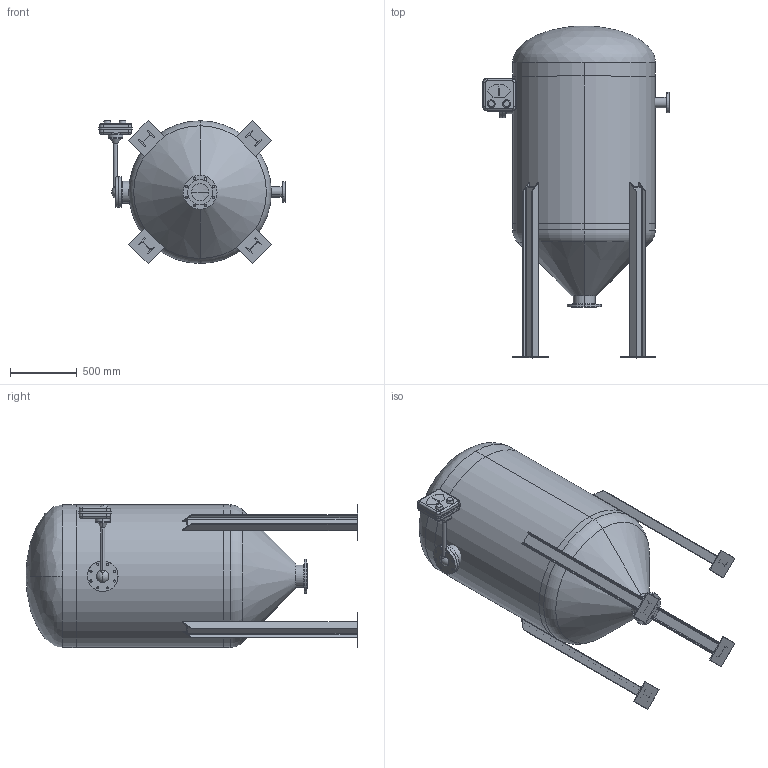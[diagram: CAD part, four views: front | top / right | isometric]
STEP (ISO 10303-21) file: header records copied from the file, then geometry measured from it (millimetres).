
FILE_DESCRIPTION (( 'STEP AP203' ), '1' );
FILE_NAME ('Default.STEP', '2025-05-13T16:42:51', '' );
FILE_SCHEMA (( 'CONFIG_CONTROL_DESIGN' ));
Length unit declared in the file: millimetre
Products named in the file (1): Default
Bounding box: 1393.89 x 2481.02 x 1069.27 mm (x, y, z)
Volume: 106866759.7 mm3; surface area: 17242323.7 mm2
Topology: 24 solids, 24 shells, 537 faces, 1303 edges, 831 vertices
Faces by surface type: cylinder 220, plane 210, cone 65, torus 25, bspline 13, sphere 4
Entity records: 16851 total; most frequent: CARTESIAN_POINT 4034, DIRECTION 2735, ORIENTED_EDGE 2588, EDGE_CURVE 1294, AXIS2_PLACEMENT_3D 1075, VERTEX_POINT 828, EDGE_LOOP 636, VECTOR 585
